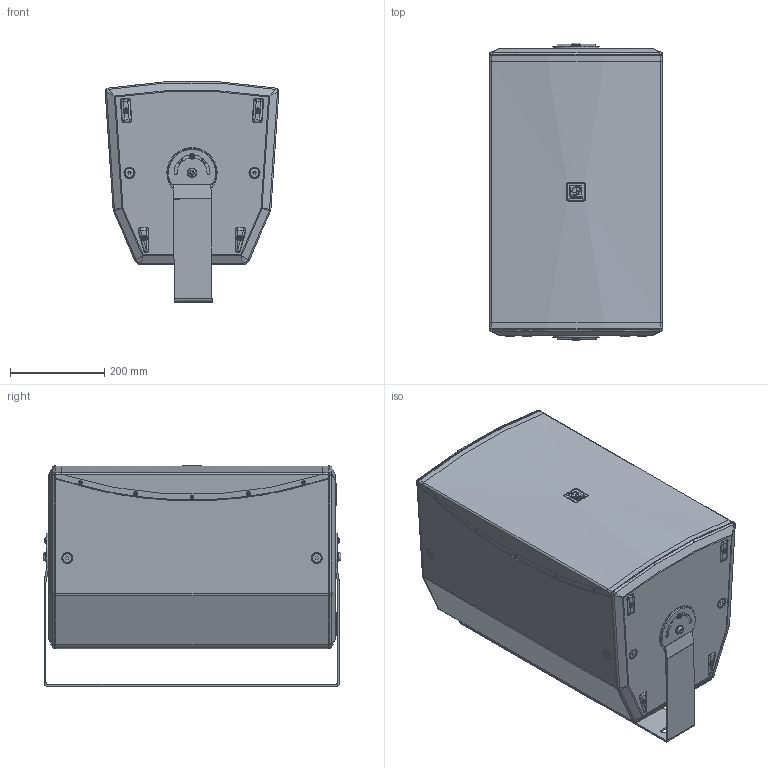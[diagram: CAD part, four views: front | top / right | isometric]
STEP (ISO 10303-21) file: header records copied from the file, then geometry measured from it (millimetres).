
FILE_DESCRIPTION(/* description */ (''),/* implementation_level */ '2;1');
FILE_NAME(/* name */ 'AUDAC-VEXO12.stp',/* time_stamp */ '2021-03-22T14:43:22+01:00',/* author */ ('kamiel'),/* organization */ (''),/* preprocessor_version */ 'ST-DEVELOPER v18.1',/* originating_system */ 'Autodesk Inventor 2021',/* authorisation */ '');
FILE_SCHEMA (('AUTOMOTIVE_DESIGN { 1 0 10303 214 3 1 1 }'));
Length unit declared in the file: millimetre
Products named in the file (1): AUDAC-VEXO12
Bounding box: 369.39 x 633 x 469.34 mm (x, y, z)
Volume: 77216078.2 mm3; surface area: 1845938.7 mm2
Topology: 3 solids, 33 shells, 1994 faces, 5281 edges, 3454 vertices
Faces by surface type: plane 1067, cylinder 328, cone 320, torus 147, bspline 114, sphere 18
Full cylindrical faces by diameter (mm): 3 x12, 4.917 x5, 5 x4, 6 x7, 6.351 x4, 6.6 x7, 7 x4, 7.5 x4, 8.4 x18, 8.5 x4, 10 x7, 10.5 x2, 11 x16, 11.34 x5, 12 x2, 15 x1, 15.24 x4, 17.5 x1, 19.22 x9, 20 x2, 35 x1, 35.5 x1, 40.5 x1, 105 x1, 107 x1
Entity records: 89836 total; most frequent: CARTESIAN_POINT 39434, ORIENTED_EDGE 10390, DIRECTION 9903, EDGE_CURVE 5256, AXIS2_PLACEMENT_3D 3568, VERTEX_POINT 3435, LINE 2767, VECTOR 2767
